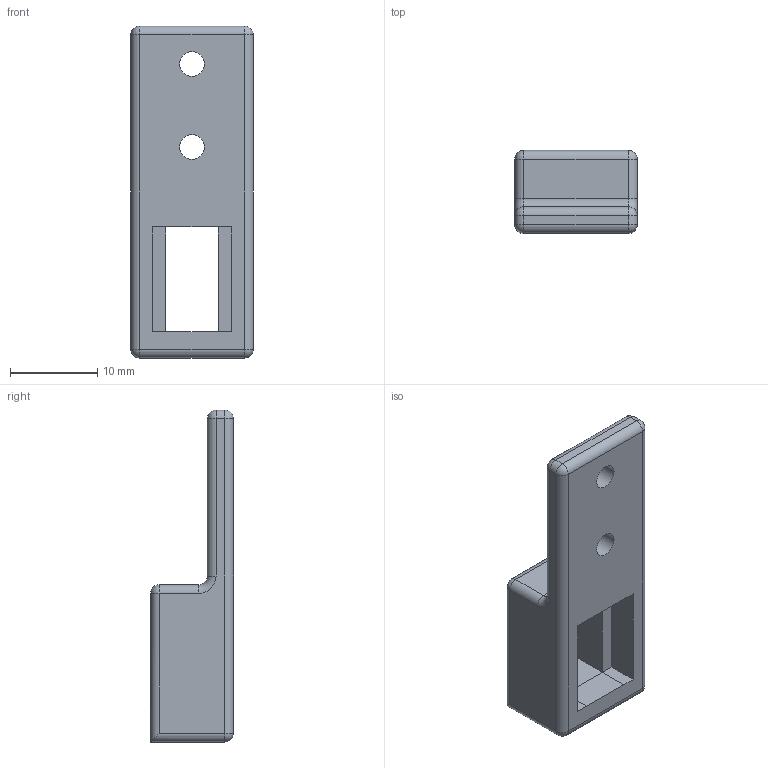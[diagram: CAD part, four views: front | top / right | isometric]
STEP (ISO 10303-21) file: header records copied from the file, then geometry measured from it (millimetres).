
FILE_DESCRIPTION(('FreeCAD Model'),'2;1');
FILE_NAME('Soporte_endstop.step' ,'2018-10-03T01:36:41',('Author'),(''), 'Open CASCADE STEP processor 6.8','FreeCAD','Unknown');
FILE_SCHEMA(('AUTOMOTIVE_DESIGN_CC2 { 1 2 10303 214 -1 1 5 4 }'));
Length unit declared in the file: millimetre
Products named in the file (1): Fillet001
Bounding box: 14 x 9.5 x 38 mm (x, y, z)
Volume: 2338.8 mm3; surface area: 1927.2 mm2
Topology: 1 solids, 1 shells, 51 faces, 117 edges, 60 vertices
Faces by surface type: plane 22, cylinder 19, sphere 8, torus 2
Full cylindrical faces by diameter (mm): 2.8 x2
Entity records: 3092 total; most frequent: CARTESIAN_POINT 539, DIRECTION 397, ORIENTED_EDGE 218, PCURVE 218, DEFINITIONAL_REPRESENTATION 218, LINE 211, VECTOR 211, EDGE_CURVE 109
